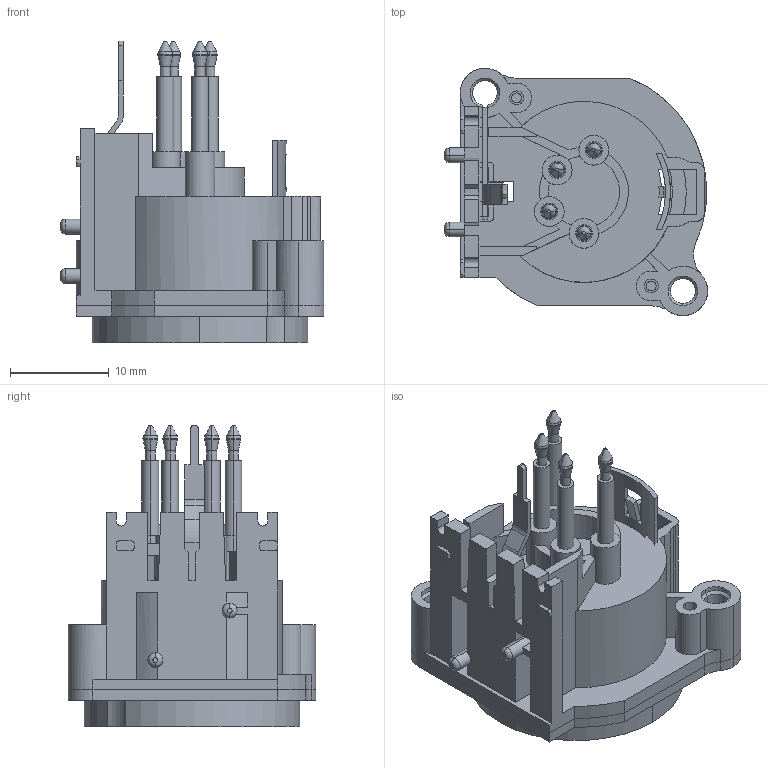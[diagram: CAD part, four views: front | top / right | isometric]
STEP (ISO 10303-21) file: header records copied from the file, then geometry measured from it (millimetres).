
FILE_DESCRIPTION(('FreeCAD Model'),'2;1');
FILE_NAME('IO-XLR4-M-EV.stp', '2024-02-27T11:37:23',('Author'),(''), 'Open CASCADE STEP processor 7.3','FreeCAD','Unknown');
FILE_SCHEMA(('AUTOMOTIVE_DESIGN { 1 0 10303 214 1 1 1 1 }'));
Length unit declared in the file: millimetre
Products named in the file (2): IO-XLR4-M-EV; IO-XLR4-M-EV001
Bounding box: 26.6 x 25 x 30.5 mm (x, y, z)
Surface area: 6564.9 mm2 (no closed solid volume)
Topology: 0 solids, 8 shells, 479 faces, 1293 edges, 844 vertices
Faces by surface type: plane 245, cylinder 177, cone 26, revolution 20, sphere 8, bspline 3
Entity records: 34345 total; most frequent: CARTESIAN_POINT 8381, DIRECTION 4983, LINE 2833, VECTOR 2833, ORIENTED_EDGE 2570, PCURVE 2570, DEFINITIONAL_REPRESENTATION 2570, EDGE_CURVE 1285
